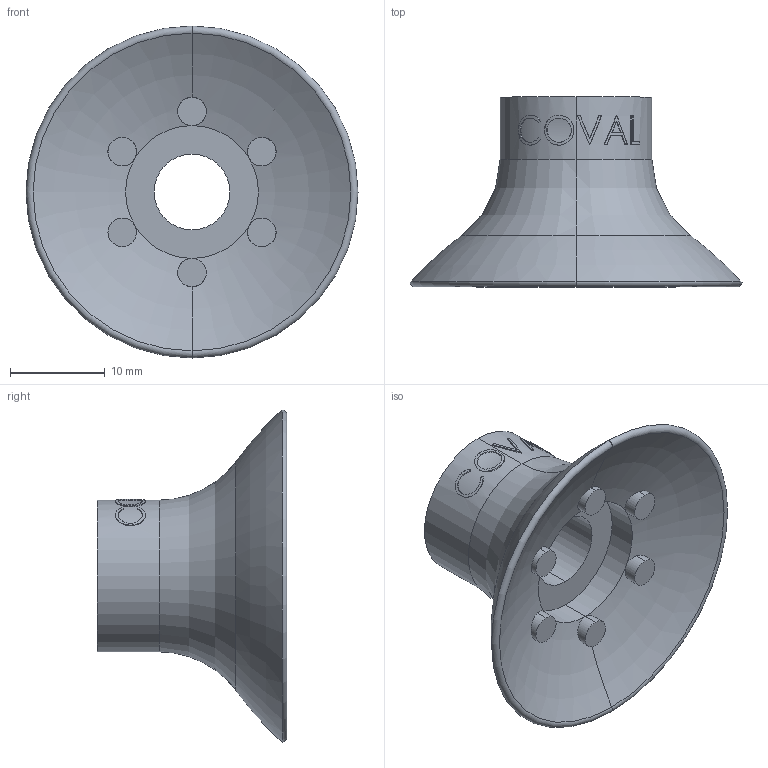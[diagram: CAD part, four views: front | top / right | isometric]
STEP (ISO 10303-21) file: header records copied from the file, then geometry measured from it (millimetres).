
FILE_DESCRIPTION(('STEP AP214'),'1');
FILE_NAME('COVAL_VP35SIT5.stp','2017-12-27T16:17:40',('TraceParts'),('TraceParts S.A.'),'Spatial InterOp 3D',' ',' ');
FILE_SCHEMA(('automotive_design'));
Length unit declared in the file: millimetre
Products named in the file (1): COVAL_VP35SIT5
Bounding box: 35 x 20 x 35 mm (x, y, z)
Volume: 4288.2 mm3; surface area: 3252.7 mm2
Topology: 1 solids, 1 shells, 84 faces, 209 edges, 132 vertices
Faces by surface type: bspline 29, cylinder 25, plane 22, torus 8
Entity records: 8073 total; most frequent: CARTESIAN_POINT 5657, ORIENTED_EDGE 410, DIRECTION 270, EDGE_CURVE 205, VERTEX_POINT 130, AXIS2_PLACEMENT_3D 120, B_SPLINE_CURVE_WITH_KNOTS 111, EDGE_LOOP 93
